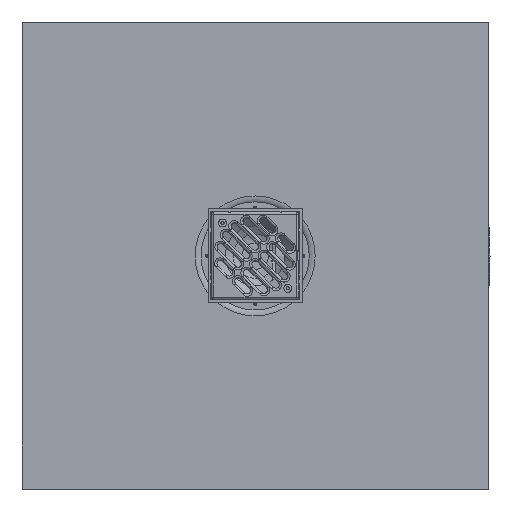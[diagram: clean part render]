
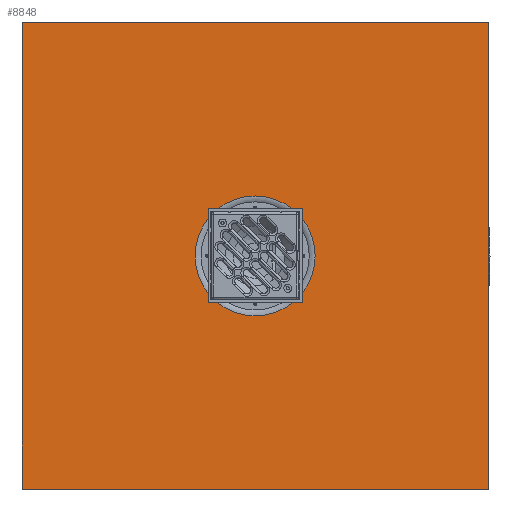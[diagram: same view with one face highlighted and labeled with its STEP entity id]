
A CAD part, top view. The second image highlights one B-rep face of the part: STEP entity #8848.
In plain terms, the highlighted planar face has unit normal (0, 0, 1).
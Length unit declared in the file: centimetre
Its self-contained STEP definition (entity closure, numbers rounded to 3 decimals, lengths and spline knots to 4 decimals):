
#376=FACE_BOUND('',#1676,.T.);
#486=PLANE('',#10951);
#1016=FACE_OUTER_BOUND('',#1675,.T.);
#1675=EDGE_LOOP('',(#6240,#6241,#6242,#6243));
#1676=EDGE_LOOP('',(#6244));
#2470=CIRCLE('',#10921,64.3137);
#3303=VERTEX_POINT('',#16985);
#3318=VERTEX_POINT('',#17031);
#3319=VERTEX_POINT('',#17033);
#3321=VERTEX_POINT('',#17039);
#3323=VERTEX_POINT('',#17045);
#4372=EDGE_CURVE('',#3303,#3303,#2470,.T.);
#4395=EDGE_CURVE('',#3318,#3319,#9482,.T.);
#4399=EDGE_CURVE('',#3321,#3318,#9486,.T.);
#4402=EDGE_CURVE('',#3323,#3321,#9489,.T.);
#4403=EDGE_CURVE('',#3319,#3323,#9490,.T.);
#6240=ORIENTED_EDGE('',*,*,#4395,.F.);
#6241=ORIENTED_EDGE('',*,*,#4399,.F.);
#6242=ORIENTED_EDGE('',*,*,#4402,.F.);
#6243=ORIENTED_EDGE('',*,*,#4403,.F.);
#6244=ORIENTED_EDGE('',*,*,#4372,.T.);
#8848=ADVANCED_FACE('',(#1016,#376),#486,.F.);
#9482=LINE('',#17034,#10094);
#9486=LINE('',#17041,#10098);
#9489=LINE('',#17047,#10101);
#9490=LINE('',#17049,#10102);
#10094=VECTOR('',#12791,1.);
#10098=VECTOR('',#12797,1.);
#10101=VECTOR('',#12802,1.);
#10102=VECTOR('',#12805,1.);
#10921=AXIS2_PLACEMENT_3D('',#16986,#12731,#12732);
#10951=AXIS2_PLACEMENT_3D('',#17048,#12803,#12804);
#12731=DIRECTION('center_axis',(0.,0.,-1.));
#12732=DIRECTION('ref_axis',(1.,0.,0.));
#12791=DIRECTION('',(0.,-1.,0.));
#12797=DIRECTION('',(1.,0.,0.));
#12802=DIRECTION('',(0.,1.,0.));
#12803=DIRECTION('center_axis',(0.,0.,-1.));
#12804=DIRECTION('ref_axis',(-1.,0.,0.));
#12805=DIRECTION('',(-1.,0.,0.));
#16985=CARTESIAN_POINT('',(1008.9395,184.3313,128.));
#16986=CARTESIAN_POINT('Origin',(1008.9395,248.645,128.));
#17031=CARTESIAN_POINT('',(1258.9395,498.645,128.));
#17033=CARTESIAN_POINT('',(1258.9395,-1.355,128.));
#17034=CARTESIAN_POINT('',(1258.9395,248.645,128.));
#17039=CARTESIAN_POINT('',(758.9395,498.645,128.));
#17041=CARTESIAN_POINT('',(1008.9395,498.645,128.));
#17045=CARTESIAN_POINT('',(758.9395,-1.355,128.));
#17047=CARTESIAN_POINT('',(758.9395,248.645,128.));
#17048=CARTESIAN_POINT('Origin',(1008.9395,248.645,128.));
#17049=CARTESIAN_POINT('',(1008.9395,-1.355,128.));
